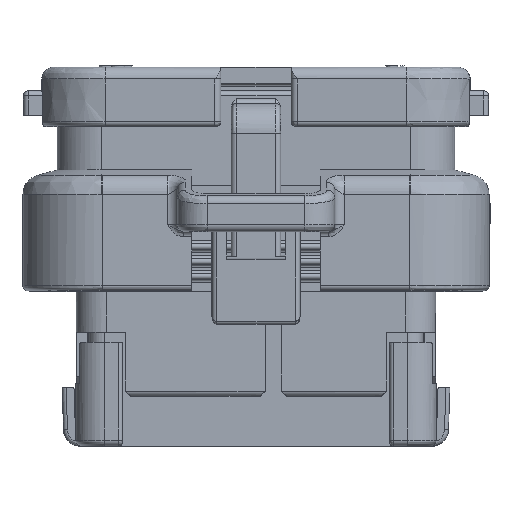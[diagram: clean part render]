
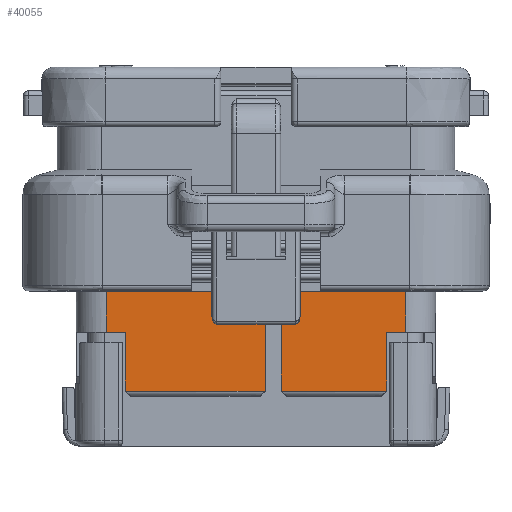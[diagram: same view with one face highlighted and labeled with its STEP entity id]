
A CAD part, top view. The second image highlights one B-rep face of the part: STEP entity #40055.
In plain terms, the highlighted planar face has unit normal (0, 0, 1).
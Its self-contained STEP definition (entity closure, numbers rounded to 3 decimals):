
#13209=CARTESIAN_POINT('',(15.15,-24.4,8.4));
#13210=VERTEX_POINT('',#13209);
#13229=CARTESIAN_POINT('',(13.2,-24.4,8.4));
#13230=VERTEX_POINT('',#13229);
#13231=CARTESIAN_POINT('',(15.15,-24.4,8.4));
#13232=CARTESIAN_POINT('',(14.76,-24.4,8.4));
#13233=CARTESIAN_POINT('',(14.37,-24.4,8.4));
#13234=CARTESIAN_POINT('',(13.98,-24.4,8.4));
#13235=CARTESIAN_POINT('',(13.59,-24.4,8.4));
#13236=CARTESIAN_POINT('',(13.2,-24.4,8.4));
#13237=B_SPLINE_CURVE_WITH_KNOTS('',5,(#13231,#13232,#13233,#13234,#13235,#13236),.UNSPECIFIED.,.F.,.U.,(6,6),(0.,1.95),.UNSPECIFIED.);
#13238=EDGE_CURVE('',#13210,#13230,#13237,.T.);
#14104=CARTESIAN_POINT('',(-13.2,-24.4,8.4));
#14105=VERTEX_POINT('',#14104);
#14115=CARTESIAN_POINT('',(-15.15,-24.4,8.4));
#14116=VERTEX_POINT('',#14115);
#14117=CARTESIAN_POINT('',(-13.2,-24.4,8.4));
#14118=CARTESIAN_POINT('',(-13.59,-24.4,8.4));
#14119=CARTESIAN_POINT('',(-13.98,-24.4,8.4));
#14120=CARTESIAN_POINT('',(-14.37,-24.4,8.4));
#14121=CARTESIAN_POINT('',(-14.76,-24.4,8.4));
#14122=CARTESIAN_POINT('',(-15.15,-24.4,8.4));
#14123=B_SPLINE_CURVE_WITH_KNOTS('',5,(#14117,#14118,#14119,#14120,#14121,#14122),.UNSPECIFIED.,.F.,.U.,(6,6),(0.,1.95),.UNSPECIFIED.);
#14124=EDGE_CURVE('',#14105,#14116,#14123,.T.);
#24421=CARTESIAN_POINT('',(13.2,-30.35,8.4));
#24422=VERTEX_POINT('',#24421);
#24423=CARTESIAN_POINT('',(13.2,-30.35,8.4));
#24424=CARTESIAN_POINT('',(13.2,-29.16,8.4));
#24425=CARTESIAN_POINT('',(13.2,-27.97,8.4));
#24426=CARTESIAN_POINT('',(13.2,-26.78,8.4));
#24427=CARTESIAN_POINT('',(13.2,-25.59,8.4));
#24428=CARTESIAN_POINT('',(13.2,-24.4,8.4));
#24429=B_SPLINE_CURVE_WITH_KNOTS('',5,(#24423,#24424,#24425,#24426,#24427,#24428),.UNSPECIFIED.,.F.,.U.,(6,6),(0.,5.95),.UNSPECIFIED.);
#24430=EDGE_CURVE('',#24422,#13230,#24429,.T.);
#27109=CARTESIAN_POINT('',(-13.2,-30.35,8.4));
#27110=VERTEX_POINT('',#27109);
#27111=CARTESIAN_POINT('',(-13.2,-24.4,8.4));
#27112=CARTESIAN_POINT('',(-13.2,-25.59,8.4));
#27113=CARTESIAN_POINT('',(-13.2,-26.78,8.4));
#27114=CARTESIAN_POINT('',(-13.2,-27.97,8.4));
#27115=CARTESIAN_POINT('',(-13.2,-29.16,8.4));
#27116=CARTESIAN_POINT('',(-13.2,-30.35,8.4));
#27117=B_SPLINE_CURVE_WITH_KNOTS('',5,(#27111,#27112,#27113,#27114,#27115,#27116),.UNSPECIFIED.,.F.,.U.,(6,6),(0.,5.95),.UNSPECIFIED.);
#27118=EDGE_CURVE('',#14105,#27110,#27117,.T.);
#29076=CARTESIAN_POINT('',(0.925,-30.35,8.4));
#29077=VERTEX_POINT('',#29076);
#29090=CARTESIAN_POINT('',(-13.2,-30.35,8.4));
#29091=CARTESIAN_POINT('',(-10.375,-30.35,8.4));
#29092=CARTESIAN_POINT('',(-7.55,-30.35,8.4));
#29093=CARTESIAN_POINT('',(-4.725,-30.35,8.4));
#29094=CARTESIAN_POINT('',(-1.9,-30.35,8.4));
#29095=CARTESIAN_POINT('',(0.925,-30.35,8.4));
#29096=B_SPLINE_CURVE_WITH_KNOTS('',5,(#29090,#29091,#29092,#29093,#29094,#29095),.UNSPECIFIED.,.F.,.U.,(6,6),(0.,14.125),.UNSPECIFIED.);
#29097=EDGE_CURVE('',#27110,#29077,#29096,.T.);
#29120=CARTESIAN_POINT('',(0.925,-20.35,8.4));
#29121=VERTEX_POINT('',#29120);
#29131=CARTESIAN_POINT('',(0.925,-30.35,8.4));
#29132=CARTESIAN_POINT('',(0.925,-28.35,8.4));
#29133=CARTESIAN_POINT('',(0.925,-26.35,8.4));
#29134=CARTESIAN_POINT('',(0.925,-24.35,8.4));
#29135=CARTESIAN_POINT('',(0.925,-22.35,8.4));
#29136=CARTESIAN_POINT('',(0.925,-20.35,8.4));
#29137=B_SPLINE_CURVE_WITH_KNOTS('',5,(#29131,#29132,#29133,#29134,#29135,#29136),.UNSPECIFIED.,.F.,.U.,(6,6),(0.,10.),.UNSPECIFIED.);
#29138=EDGE_CURVE('',#29077,#29121,#29137,.T.);
#29159=CARTESIAN_POINT('',(2.575,-20.35,8.4));
#29160=VERTEX_POINT('',#29159);
#29170=CARTESIAN_POINT('',(0.925,-20.35,8.4));
#29171=CARTESIAN_POINT('',(1.255,-20.35,8.4));
#29172=CARTESIAN_POINT('',(1.585,-20.35,8.4));
#29173=CARTESIAN_POINT('',(1.915,-20.35,8.4));
#29174=CARTESIAN_POINT('',(2.245,-20.35,8.4));
#29175=CARTESIAN_POINT('',(2.575,-20.35,8.4));
#29176=B_SPLINE_CURVE_WITH_KNOTS('',5,(#29170,#29171,#29172,#29173,#29174,#29175),.UNSPECIFIED.,.F.,.U.,(6,6),(0.,1.65),.UNSPECIFIED.);
#29177=EDGE_CURVE('',#29121,#29160,#29176,.T.);
#29187=CARTESIAN_POINT('',(2.575,-30.35,8.4));
#29188=VERTEX_POINT('',#29187);
#29189=CARTESIAN_POINT('',(2.575,-20.35,8.4));
#29190=CARTESIAN_POINT('',(2.575,-22.35,8.4));
#29191=CARTESIAN_POINT('',(2.575,-24.35,8.4));
#29192=CARTESIAN_POINT('',(2.575,-26.35,8.4));
#29193=CARTESIAN_POINT('',(2.575,-28.35,8.4));
#29194=CARTESIAN_POINT('',(2.575,-30.35,8.4));
#29195=B_SPLINE_CURVE_WITH_KNOTS('',5,(#29189,#29190,#29191,#29192,#29193,#29194),.UNSPECIFIED.,.F.,.U.,(6,6),(0.,10.),.UNSPECIFIED.);
#29196=EDGE_CURVE('',#29160,#29188,#29195,.T.);
#29254=CARTESIAN_POINT('',(2.575,-30.35,8.4));
#29255=CARTESIAN_POINT('',(4.7,-30.35,8.4));
#29256=CARTESIAN_POINT('',(6.825,-30.35,8.4));
#29257=CARTESIAN_POINT('',(8.95,-30.35,8.4));
#29258=CARTESIAN_POINT('',(11.075,-30.35,8.4));
#29259=CARTESIAN_POINT('',(13.2,-30.35,8.4));
#29260=B_SPLINE_CURVE_WITH_KNOTS('',5,(#29254,#29255,#29256,#29257,#29258,#29259),.UNSPECIFIED.,.F.,.U.,(6,6),(0.,10.625),.UNSPECIFIED.);
#29261=EDGE_CURVE('',#29188,#24422,#29260,.T.);
#39968=CARTESIAN_POINT('',(15.15,-19.05,8.4));
#39969=VERTEX_POINT('',#39968);
#39976=CARTESIAN_POINT('',(15.15,-19.05,8.4));
#39977=CARTESIAN_POINT('',(15.15,-20.12,8.4));
#39978=CARTESIAN_POINT('',(15.15,-21.19,8.4));
#39979=CARTESIAN_POINT('',(15.15,-22.26,8.4));
#39980=CARTESIAN_POINT('',(15.15,-23.33,8.4));
#39981=CARTESIAN_POINT('',(15.15,-24.4,8.4));
#39982=B_SPLINE_CURVE_WITH_KNOTS('',5,(#39976,#39977,#39978,#39979,#39980,#39981),.UNSPECIFIED.,.F.,.U.,(6,6),(4.8,10.15),.UNSPECIFIED.);
#39983=EDGE_CURVE('',#39969,#13210,#39982,.T.);
#40018=CARTESIAN_POINT('',(0.,-22.3,8.4));
#40019=DIRECTION('',(-1.,0.,0.));
#40020=DIRECTION('',(0.,0.,1.));
#40021=AXIS2_PLACEMENT_3D('',#40018,#40020,#40019);
#40022=PLANE('',#40021);
#40023=ORIENTED_EDGE('',*,*,#24430,.T.);
#40024=ORIENTED_EDGE('',*,*,#13238,.F.);
#40025=ORIENTED_EDGE('',*,*,#39983,.F.);
#40026=CARTESIAN_POINT('',(-15.15,-19.05,8.4));
#40027=VERTEX_POINT('',#40026);
#40028=CARTESIAN_POINT('',(-15.15,-19.05,8.4));
#40029=CARTESIAN_POINT('',(-9.09,-19.05,8.4));
#40030=CARTESIAN_POINT('',(-3.03,-19.05,8.4));
#40031=CARTESIAN_POINT('',(3.03,-19.05,8.4));
#40032=CARTESIAN_POINT('',(9.09,-19.05,8.4));
#40033=CARTESIAN_POINT('',(15.15,-19.05,8.4));
#40034=B_SPLINE_CURVE_WITH_KNOTS('',5,(#40028,#40029,#40030,#40031,#40032,#40033),.UNSPECIFIED.,.F.,.U.,(6,6),(0.25,30.55),.UNSPECIFIED.);
#40035=EDGE_CURVE('',#40027,#39969,#40034,.T.);
#40036=ORIENTED_EDGE('',*,*,#40035,.F.);
#40037=CARTESIAN_POINT('',(-15.15,-19.05,8.4));
#40038=CARTESIAN_POINT('',(-15.15,-20.12,8.4));
#40039=CARTESIAN_POINT('',(-15.15,-21.19,8.4));
#40040=CARTESIAN_POINT('',(-15.15,-22.26,8.4));
#40041=CARTESIAN_POINT('',(-15.15,-23.33,8.4));
#40042=CARTESIAN_POINT('',(-15.15,-24.4,8.4));
#40043=B_SPLINE_CURVE_WITH_KNOTS('',5,(#40037,#40038,#40039,#40040,#40041,#40042),.UNSPECIFIED.,.F.,.U.,(6,6),(4.8,10.15),.UNSPECIFIED.);
#40044=EDGE_CURVE('',#40027,#14116,#40043,.T.);
#40045=ORIENTED_EDGE('',*,*,#40044,.T.);
#40046=ORIENTED_EDGE('',*,*,#14124,.F.);
#40047=ORIENTED_EDGE('',*,*,#27118,.T.);
#40048=ORIENTED_EDGE('',*,*,#29097,.T.);
#40049=ORIENTED_EDGE('',*,*,#29138,.T.);
#40050=ORIENTED_EDGE('',*,*,#29177,.T.);
#40051=ORIENTED_EDGE('',*,*,#29196,.T.);
#40052=ORIENTED_EDGE('',*,*,#29261,.T.);
#40053=EDGE_LOOP('',(#40023,#40024,#40025,#40036,#40045,#40046,#40047,#40048,#40049,#40050,#40051,#40052));
#40054=FACE_OUTER_BOUND('',#40053,.T.);
#40055=ADVANCED_FACE('',(#40054),#40022,.T.);
